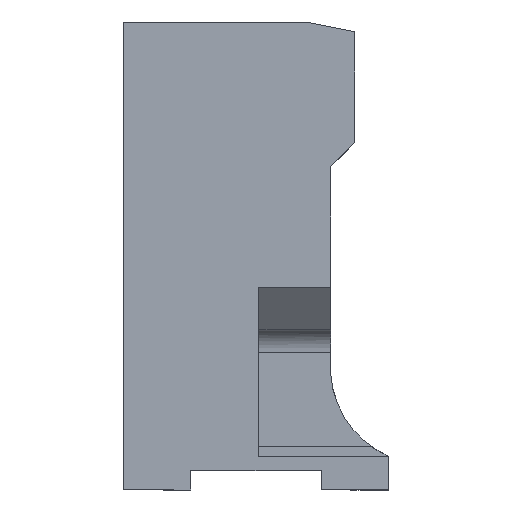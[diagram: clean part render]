
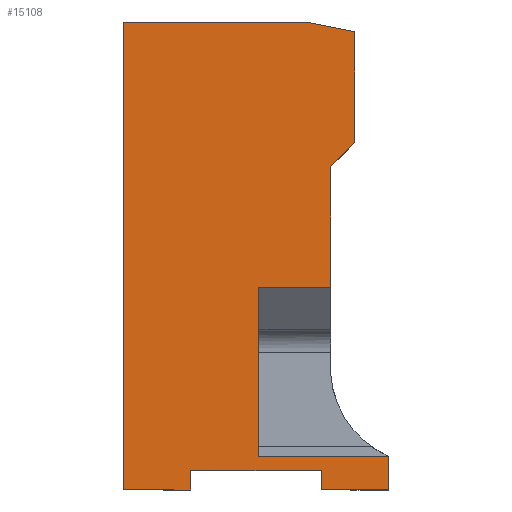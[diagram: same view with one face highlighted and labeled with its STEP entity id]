
A CAD part, left-side view. The second image highlights one B-rep face of the part: STEP entity #15108.
In plain terms, the highlighted planar face has unit normal (-1, 0, 0).
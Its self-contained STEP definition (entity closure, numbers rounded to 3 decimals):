
#174 = AXIS2_PLACEMENT_3D ( 'NONE', #1319, #18619, #15691 ) ;
#396 = CARTESIAN_POINT ( 'NONE',  ( 0., 0., -48.5 ) ) ;
#861 = ORIENTED_EDGE ( 'NONE', *, *, #16763, .F. ) ;
#998 = CARTESIAN_POINT ( 'NONE',  ( 0., -0.5, -41.5 ) ) ;
#1111 = ORIENTED_EDGE ( 'NONE', *, *, #4087, .F. ) ;
#1146 = VERTEX_POINT ( 'NONE', #2569 ) ;
#1148 = LINE ( 'NONE', #14093, #13267 ) ;
#1319 = CARTESIAN_POINT ( 'NONE',  ( 0., 0., 0. ) ) ;
#1633 = ORIENTED_EDGE ( 'NONE', *, *, #19722, .T. ) ;
#1795 = LINE ( 'NONE', #16727, #18125 ) ;
#1804 = EDGE_CURVE ( 'NONE', #17133, #18966, #6153, .T. ) ;
#1847 = LINE ( 'NONE', #6106, #3057 ) ;
#1957 = DIRECTION ( 'NONE',  ( 0., 0., -1. ) ) ;
#1976 = VECTOR ( 'NONE', #18017, 1000. ) ;
#2074 = CARTESIAN_POINT ( 'NONE',  ( 0., -20.5, 46.5 ) ) ;
#2177 = ORIENTED_EDGE ( 'NONE', *, *, #1804, .F. ) ;
#2181 = ORIENTED_EDGE ( 'NONE', *, *, #20424, .F. ) ;
#2262 = DIRECTION ( 'NONE',  ( 0., 0., 1. ) ) ;
#2358 = VECTOR ( 'NONE', #5091, 1000. ) ;
#2373 = LINE ( 'NONE', #12600, #18720 ) ;
#2569 = CARTESIAN_POINT ( 'NONE',  ( 0., -13.5, -48.5 ) ) ;
#3037 = DIRECTION ( 'NONE',  ( 0., -1., 0. ) ) ;
#3057 = VECTOR ( 'NONE', #9309, 1000. ) ;
#3117 = EDGE_CURVE ( 'NONE', #8510, #8831, #17263, .T. ) ;
#3236 = ORIENTED_EDGE ( 'NONE', *, *, #20291, .T. ) ;
#3390 = DIRECTION ( 'NONE',  ( 0., 0., 1. ) ) ;
#3862 = VECTOR ( 'NONE', #2262, 1000. ) ;
#4013 = VECTOR ( 'NONE', #1957, 1000. ) ;
#4087 = EDGE_CURVE ( 'NONE', #17501, #13152, #2373, .T. ) ;
#4722 = EDGE_CURVE ( 'NONE', #9983, #12982, #9507, .T. ) ;
#5091 = DIRECTION ( 'NONE',  ( 0., -1., 0. ) ) ;
#5843 = DIRECTION ( 'NONE',  ( 0., -0.981, -0.196 ) ) ;
#6028 = CARTESIAN_POINT ( 'NONE',  ( 0., -15.5, -6.5 ) ) ;
#6045 = CARTESIAN_POINT ( 'NONE',  ( 0., 0., 48.5 ) ) ;
#6106 = CARTESIAN_POINT ( 'NONE',  ( 0., -0.5, -6.5 ) ) ;
#6153 = LINE ( 'NONE', #11638, #1976 ) ;
#6162 = EDGE_CURVE ( 'NONE', #10337, #15341, #1795, .T. ) ;
#6184 = CARTESIAN_POINT ( 'NONE',  ( 0., -15.5, 0. ) ) ;
#6348 = DIRECTION ( 'NONE',  ( 0., 0., 1. ) ) ;
#6521 = ORIENTED_EDGE ( 'NONE', *, *, #20465, .F. ) ;
#6664 = VECTOR ( 'NONE', #3390, 1000. ) ;
#6759 = ORIENTED_EDGE ( 'NONE', *, *, #6162, .F. ) ;
#6977 = VECTOR ( 'NONE', #6980, 1000. ) ;
#6980 = DIRECTION ( 'NONE',  ( 0., 0.707, -0.707 ) ) ;
#7057 = CARTESIAN_POINT ( 'NONE',  ( 0., -20.5, 23.5 ) ) ;
#7450 = ORIENTED_EDGE ( 'NONE', *, *, #15267, .F. ) ;
#7518 = PLANE ( 'NONE',  #174 ) ;
#7805 = LINE ( 'NONE', #8666, #3862 ) ;
#7847 = VECTOR ( 'NONE', #12155, 1000. ) ;
#8498 = CARTESIAN_POINT ( 'NONE',  ( 0., -15.5, 18.5 ) ) ;
#8510 = VERTEX_POINT ( 'NONE', #8498 ) ;
#8666 = CARTESIAN_POINT ( 'NONE',  ( 0., -27.5, 0. ) ) ;
#8827 = VECTOR ( 'NONE', #17352, 1000. ) ;
#8831 = VERTEX_POINT ( 'NONE', #6028 ) ;
#8968 = CARTESIAN_POINT ( 'NONE',  ( 0., -0.5, -6.5 ) ) ;
#9062 = CARTESIAN_POINT ( 'NONE',  ( 0., -10.5, 48.5 ) ) ;
#9309 = DIRECTION ( 'NONE',  ( 0., -1., 0. ) ) ;
#9507 = LINE ( 'NONE', #15622, #13480 ) ;
#9740 = CARTESIAN_POINT ( 'NONE',  ( 0., 27.5, 0. ) ) ;
#9889 = LINE ( 'NONE', #9740, #6664 ) ;
#9983 = VERTEX_POINT ( 'NONE', #10046 ) ;
#10046 = CARTESIAN_POINT ( 'NONE',  ( 0., 27.5, -48.5 ) ) ;
#10337 = VERTEX_POINT ( 'NONE', #9062 ) ;
#10817 = DIRECTION ( 'NONE',  ( 0., -1., 0. ) ) ;
#11028 = EDGE_CURVE ( 'NONE', #11669, #18966, #7805, .T. ) ;
#11070 = DIRECTION ( 'NONE',  ( 0., 0., 1. ) ) ;
#11373 = EDGE_CURVE ( 'NONE', #1146, #17501, #1148, .T. ) ;
#11537 = VECTOR ( 'NONE', #10817, 1000. ) ;
#11638 = CARTESIAN_POINT ( 'NONE',  ( 0., -0.5, -41.5 ) ) ;
#11669 = VERTEX_POINT ( 'NONE', #18232 ) ;
#11916 = VERTEX_POINT ( 'NONE', #7057 ) ;
#11971 = ORIENTED_EDGE ( 'NONE', *, *, #4722, .T. ) ;
#12019 = CARTESIAN_POINT ( 'NONE',  ( 0., -13.5, -44.5 ) ) ;
#12154 = ORIENTED_EDGE ( 'NONE', *, *, #3117, .F. ) ;
#12155 = DIRECTION ( 'NONE',  ( 0., 0., -1. ) ) ;
#12252 = CARTESIAN_POINT ( 'NONE',  ( 0., 27.5, 48.5 ) ) ;
#12373 = ORIENTED_EDGE ( 'NONE', *, *, #11373, .F. ) ;
#12600 = CARTESIAN_POINT ( 'NONE',  ( 0., 0., -44.5 ) ) ;
#12982 = VERTEX_POINT ( 'NONE', #13017 ) ;
#13017 = CARTESIAN_POINT ( 'NONE',  ( 0., 13.5, -48.5 ) ) ;
#13152 = VERTEX_POINT ( 'NONE', #18072 ) ;
#13267 = VECTOR ( 'NONE', #6348, 1000. ) ;
#13287 = CARTESIAN_POINT ( 'NONE',  ( 0., 1.5, 1.5 ) ) ;
#13480 = VECTOR ( 'NONE', #3037, 1000. ) ;
#13504 = VERTEX_POINT ( 'NONE', #12252 ) ;
#13636 = ORIENTED_EDGE ( 'NONE', *, *, #11028, .T. ) ;
#14093 = CARTESIAN_POINT ( 'NONE',  ( 0., -13.5, -48.5 ) ) ;
#14711 = ORIENTED_EDGE ( 'NONE', *, *, #16235, .F. ) ;
#14824 = FACE_OUTER_BOUND ( 'NONE', #18055, .T. ) ;
#14965 = LINE ( 'NONE', #396, #2358 ) ;
#15108 = ADVANCED_FACE ( 'NONE', ( #14824 ), #7518, .T. ) ;
#15267 = EDGE_CURVE ( 'NONE', #9983, #13504, #9889, .T. ) ;
#15341 = VERTEX_POINT ( 'NONE', #2074 ) ;
#15391 = LINE ( 'NONE', #16116, #18638 ) ;
#15622 = CARTESIAN_POINT ( 'NONE',  ( 0., 0., -48.5 ) ) ;
#15691 = DIRECTION ( 'NONE',  ( 0., 0., -1. ) ) ;
#16116 = CARTESIAN_POINT ( 'NONE',  ( 0., 13.5, 0. ) ) ;
#16128 = LINE ( 'NONE', #13287, #6977 ) ;
#16235 = EDGE_CURVE ( 'NONE', #19196, #17133, #20526, .T. ) ;
#16727 = CARTESIAN_POINT ( 'NONE',  ( 0., -9.731, 48.654 ) ) ;
#16763 = EDGE_CURVE ( 'NONE', #13504, #10337, #19511, .T. ) ;
#17133 = VERTEX_POINT ( 'NONE', #998 ) ;
#17143 = LINE ( 'NONE', #17849, #4013 ) ;
#17263 = LINE ( 'NONE', #6184, #8827 ) ;
#17273 = CARTESIAN_POINT ( 'NONE',  ( 0., -27.5, -41.5 ) ) ;
#17352 = DIRECTION ( 'NONE',  ( 0., 0., -1. ) ) ;
#17501 = VERTEX_POINT ( 'NONE', #12019 ) ;
#17849 = CARTESIAN_POINT ( 'NONE',  ( 0., -20.5, 0. ) ) ;
#18017 = DIRECTION ( 'NONE',  ( 0., -1., 0. ) ) ;
#18055 = EDGE_LOOP ( 'NONE', ( #1111, #12373, #19921, #13636, #2177, #14711, #1633, #12154, #2181, #6521, #6759, #861, #7450, #11971, #3236 ) ) ;
#18072 = CARTESIAN_POINT ( 'NONE',  ( 0., 13.5, -44.5 ) ) ;
#18125 = VECTOR ( 'NONE', #5843, 1000. ) ;
#18232 = CARTESIAN_POINT ( 'NONE',  ( 0., -27.5, -48.5 ) ) ;
#18619 = DIRECTION ( 'NONE',  ( -1., 0., 0. ) ) ;
#18638 = VECTOR ( 'NONE', #11070, 1000. ) ;
#18720 = VECTOR ( 'NONE', #18725, 1000. ) ;
#18725 = DIRECTION ( 'NONE',  ( 0., 1., 0. ) ) ;
#18966 = VERTEX_POINT ( 'NONE', #17273 ) ;
#19028 = EDGE_CURVE ( 'NONE', #1146, #11669, #14965, .T. ) ;
#19196 = VERTEX_POINT ( 'NONE', #19960 ) ;
#19511 = LINE ( 'NONE', #6045, #11537 ) ;
#19722 = EDGE_CURVE ( 'NONE', #19196, #8831, #1847, .T. ) ;
#19921 = ORIENTED_EDGE ( 'NONE', *, *, #19028, .T. ) ;
#19960 = CARTESIAN_POINT ( 'NONE',  ( 0., -0.5, -6.5 ) ) ;
#20291 = EDGE_CURVE ( 'NONE', #12982, #13152, #15391, .T. ) ;
#20424 = EDGE_CURVE ( 'NONE', #11916, #8510, #16128, .T. ) ;
#20465 = EDGE_CURVE ( 'NONE', #15341, #11916, #17143, .T. ) ;
#20526 = LINE ( 'NONE', #8968, #7847 ) ;
